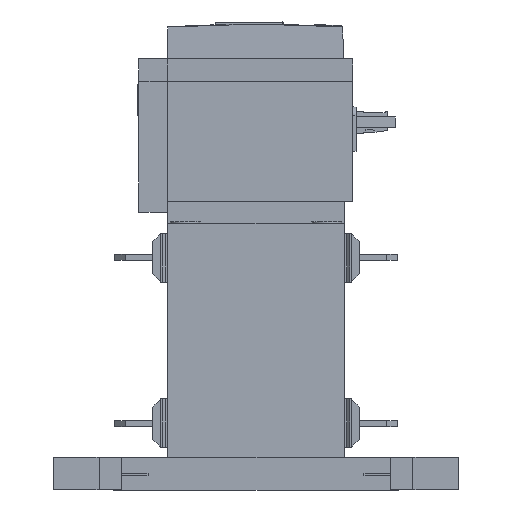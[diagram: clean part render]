
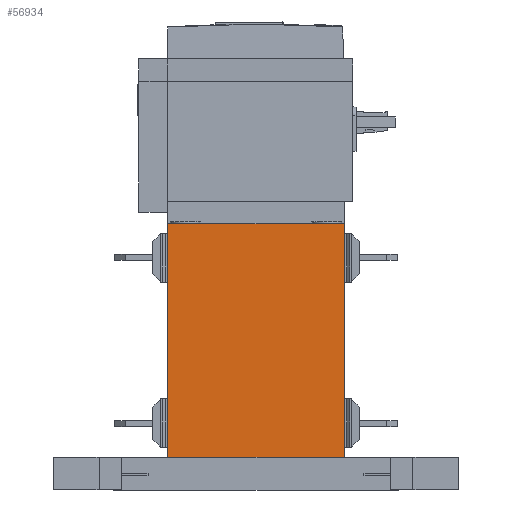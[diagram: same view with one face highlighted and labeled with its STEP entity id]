
A CAD part, left-side view. The second image highlights one B-rep face of the part: STEP entity #56934.
In plain terms, the highlighted planar face has unit normal (-1, 0, 0).
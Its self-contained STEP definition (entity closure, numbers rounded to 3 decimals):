
#40829=DIRECTION('',(0.,0.,1.));
#40830=VECTOR('',#40829,132.2);
#40831=CARTESIAN_POINT('',(-85.,-50.,18.5));
#40832=LINE('',#40831,#40830);
#43515=DIRECTION('',(0.,1.,0.));
#43516=VECTOR('',#43515,100.);
#43517=CARTESIAN_POINT('',(-85.,-50.,18.5));
#43518=LINE('',#43517,#43516);
#43522=DIRECTION('',(0.,0.,1.));
#43523=VECTOR('',#43522,132.2);
#43524=CARTESIAN_POINT('',(-85.,50.,18.5));
#43525=LINE('',#43524,#43523);
#43536=DIRECTION('',(0.,1.,0.));
#43537=VECTOR('',#43536,100.);
#43538=CARTESIAN_POINT('',(-85.,-50.,150.7));
#43539=LINE('',#43538,#43537);
#43821=CARTESIAN_POINT('',(-85.,-50.,18.5));
#43823=VERTEX_POINT('',#43821);
#43825=CARTESIAN_POINT('',(-85.,-50.,150.7));
#43826=VERTEX_POINT('',#43825);
#44392=CARTESIAN_POINT('',(-85.,50.,18.5));
#44394=VERTEX_POINT('',#44392);
#44395=CARTESIAN_POINT('',(-85.,50.,150.7));
#44397=VERTEX_POINT('',#44395);
#56922=CARTESIAN_POINT('',(-85.,50.,150.7));
#56923=DIRECTION('',(-1.,0.,0.));
#56924=DIRECTION('',(0.,-1.,0.));
#56925=AXIS2_PLACEMENT_3D('',#56922,#56923,#56924);
#56926=PLANE('',#56925);
#56928=ORIENTED_EDGE('',*,*,#56927,.F.);
#56929=ORIENTED_EDGE('',*,*,#52863,.F.);
#56930=ORIENTED_EDGE('',*,*,#56908,.T.);
#56931=ORIENTED_EDGE('',*,*,#48103,.T.);
#56932=EDGE_LOOP('',(#56928,#56929,#56930,#56931));
#56933=FACE_OUTER_BOUND('',#56932,.F.);
#48103=EDGE_CURVE('',#44394,#44397,#43525,.T.);
#52863=EDGE_CURVE('',#43823,#43826,#40832,.T.);
#56908=EDGE_CURVE('',#43823,#44394,#43518,.T.);
#56927=EDGE_CURVE('',#43826,#44397,#43539,.T.);
#56934=ADVANCED_FACE('',(#56933),#56926,.T.);
